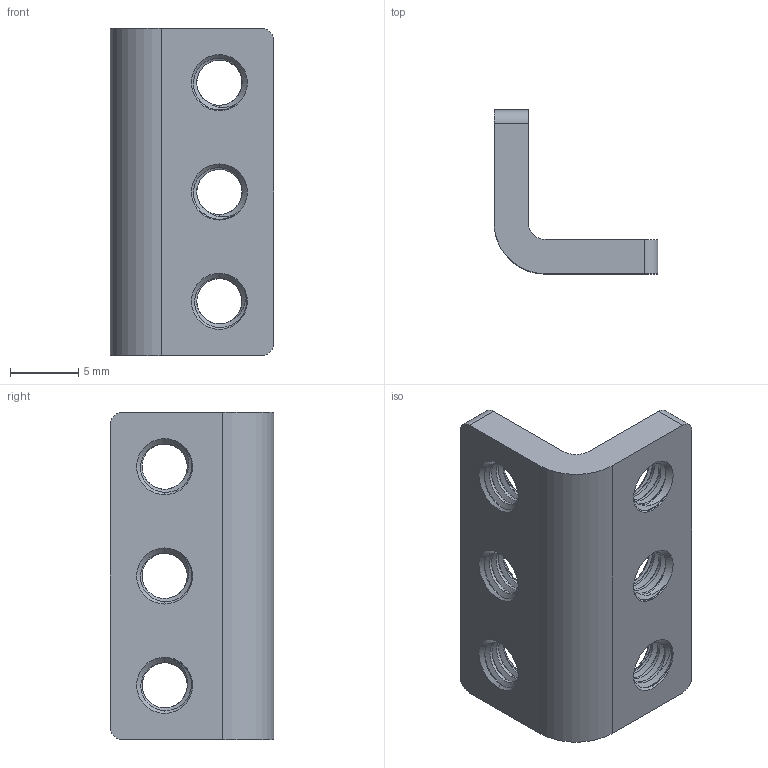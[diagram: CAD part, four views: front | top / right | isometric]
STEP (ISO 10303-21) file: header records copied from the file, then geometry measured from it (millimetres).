
FILE_DESCRIPTION (( 'STEP AP203' ), '1' );
FILE_NAME ('1147-0001-0003.STEP', '2022-12-06T22:14:42', ( '' ), ( '' ), 'SwSTEP 2.0', 'SolidWorks 2016', '' );
FILE_SCHEMA (( 'CONFIG_CONTROL_DESIGN' ));
Length unit declared in the file: millimetre
Products named in the file (1): 1147-0001-0003
Bounding box: 12 x 12 x 24 mm (x, y, z)
Volume: 1065.2 mm3; surface area: 1307.6 mm2
Topology: 1 solids, 1 shells, 141 faces, 413 edges, 274 vertices
Faces by surface type: cylinder 92, cone 29, bspline 12, plane 8
Entity records: 18908 total; most frequent: CARTESIAN_POINT 15620, ORIENTED_EDGE 826, DIRECTION 537, EDGE_CURVE 413, VERTEX_POINT 274, AXIS2_PLACEMENT_3D 205, EDGE_LOOP 153, FACE_OUTER_BOUND 141
